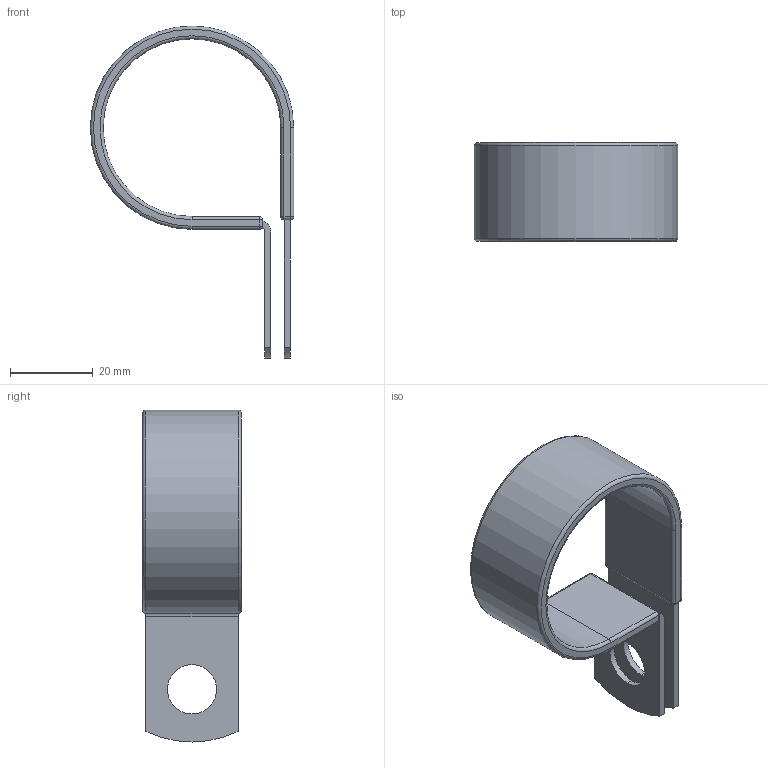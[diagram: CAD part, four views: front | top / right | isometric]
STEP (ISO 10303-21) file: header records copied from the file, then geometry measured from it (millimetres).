
FILE_DESCRIPTION (( 'STEP AP214' ), '1' );
FILE_NAME ('CCV2815Z1.step', '2018-10-31T21:41:38', ( 'User' ), ( 'Microsoft' ), 'SwSTEP 2.0', 'SolidWorks 2018', '' );
FILE_SCHEMA (( 'AUTOMOTIVE_DESIGN' ));
Length unit declared in the file: inch
Products named in the file (1): CCV2815Z1
Bounding box: 49.07 x 23.81 x 80.09 mm (x, y, z)
Volume: 12690.1 mm3; surface area: 10625.5 mm2
Topology: 1 solids, 1 shells, 57 faces, 136 edges, 74 vertices
Faces by surface type: cylinder 26, plane 19, sphere 8, torus 4
Entity records: 2151 total; most frequent: DIRECTION 304, CARTESIAN_POINT 260, ORIENTED_EDGE 256, EDGE_CURVE 128, AXIS2_PLACEMENT_3D 118, VERTEX_POINT 74, LINE 68, VECTOR 68
